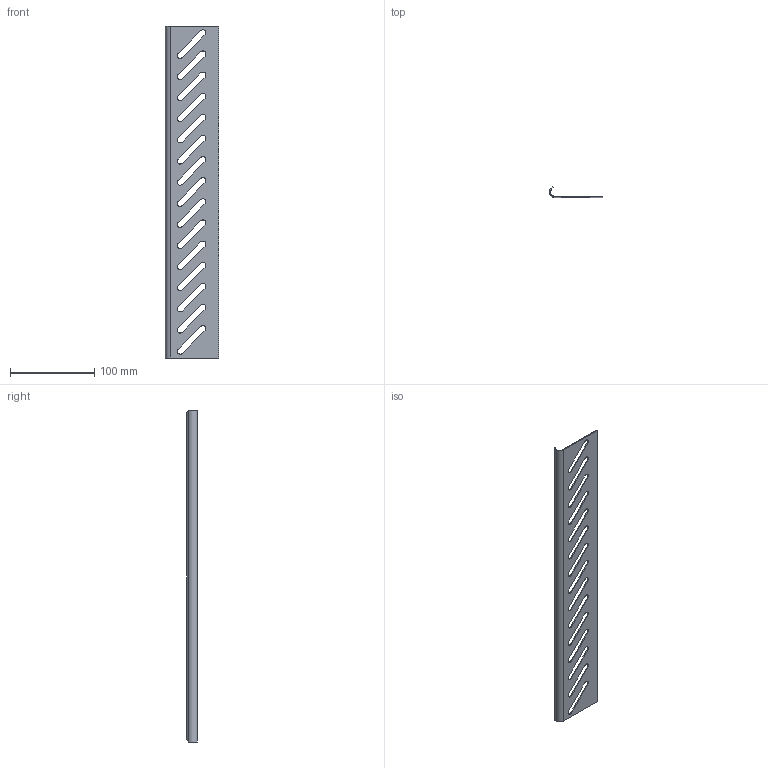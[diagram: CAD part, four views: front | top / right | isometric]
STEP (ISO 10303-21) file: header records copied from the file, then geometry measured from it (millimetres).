
FILE_DESCRIPTION((''),'2;1');
FILE_NAME('7083408','2013-02-06T',('AndreasKeweloh'),(''),'PRO/ENGINEER BY PARAMETRIC TECHNOLOGY CORPORATION, 2012360','PRO/ENGINEER BY PARAMETRIC TECHNOLOGY CORPORATION, 2012360','');
FILE_SCHEMA(('CONFIG_CONTROL_DESIGN'));
Length unit declared in the file: millimetre
Products named in the file (1): 7083408
Bounding box: 62.99 x 12.5 x 393 mm (x, y, z)
Volume: 24172.3 mm3; surface area: 50743.2 mm2
Topology: 1 solids, 1 shells, 75 faces, 215 edges, 142 vertices
Faces by surface type: plane 42, cylinder 33
Entity records: 2561 total; most frequent: CARTESIAN_POINT 432, DIRECTION 431, ORIENTED_EDGE 430, EDGE_CURVE 215, VECTOR 149, LINE 149, VERTEX_POINT 142, AXIS2_PLACEMENT_3D 141
